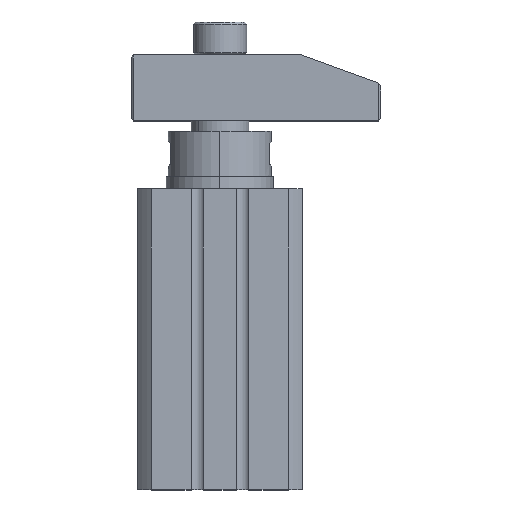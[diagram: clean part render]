
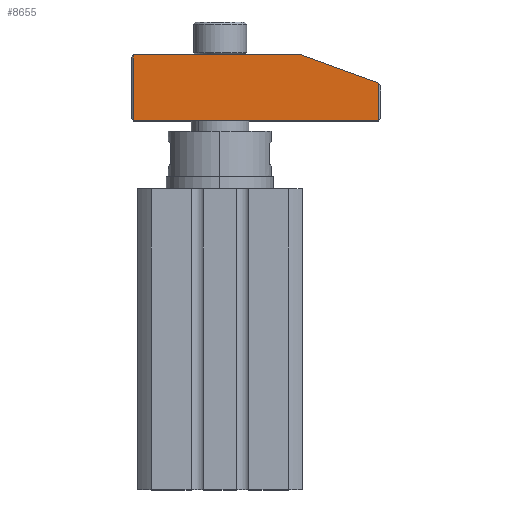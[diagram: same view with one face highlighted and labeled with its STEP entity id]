
A CAD part, top view. The second image highlights one B-rep face of the part: STEP entity #8655.
In plain terms, the highlighted face is planar.
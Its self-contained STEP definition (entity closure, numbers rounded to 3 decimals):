
#268 = CARTESIAN_POINT ( 'NONE',  ( 14.963, 98.902, 0. ) ) ;
#288 = CARTESIAN_POINT ( 'NONE',  ( 14.963, 27.672, 0. ) ) ;
#412 = VERTEX_POINT ( 'NONE', #9769 ) ;
#1355 = LINE ( 'NONE', #2647, #8068 ) ;
#1495 = ORIENTED_EDGE ( 'NONE', *, *, #10686, .F. ) ;
#2051 = AXIS2_PLACEMENT_3D ( 'NONE', #15593, #7579, #4715 ) ;
#2065 = ORIENTED_EDGE ( 'NONE', *, *, #2813, .F. ) ;
#2470 = VECTOR ( 'NONE', #10867, 1000. ) ;
#2647 = CARTESIAN_POINT ( 'NONE',  ( 74.463, 27.672, 0. ) ) ;
#2813 = EDGE_CURVE ( 'NONE', #5057, #17224, #9890, .T. ) ;
#3075 = FACE_OUTER_BOUND ( 'NONE', #13397, .T. ) ;
#3547 = VERTEX_POINT ( 'NONE', #268 ) ;
#4194 = VECTOR ( 'NONE', #7946, 1000. ) ;
#4715 = DIRECTION ( 'NONE',  ( 1., 0., 0. ) ) ;
#5057 = VERTEX_POINT ( 'NONE', #13395 ) ;
#5138 = LINE ( 'NONE', #13158, #14561 ) ;
#5539 = EDGE_CURVE ( 'NONE', #17224, #3547, #11312, .T. ) ;
#6106 = PLANE ( 'NONE',  #2051 ) ;
#7385 = EDGE_CURVE ( 'NONE', #3547, #8838, #14661, .T. ) ;
#7535 = DIRECTION ( 'NONE',  ( -0.94, -0.342, 0. ) ) ;
#7579 = DIRECTION ( 'NONE',  ( 0., 0., 1. ) ) ;
#7946 = DIRECTION ( 'NONE',  ( 0., -1., 0. ) ) ;
#8068 = VECTOR ( 'NONE', #11918, 1000. ) ;
#8655 = ADVANCED_FACE ( 'NONE', ( #3075 ), #6106, .F. ) ;
#8744 = ORIENTED_EDGE ( 'NONE', *, *, #11071, .F. ) ;
#8838 = VERTEX_POINT ( 'NONE', #14485 ) ;
#9769 = CARTESIAN_POINT ( 'NONE',  ( 74.463, 114.902, 0. ) ) ;
#9890 = LINE ( 'NONE', #11403, #10310 ) ;
#10310 = VECTOR ( 'NONE', #7535, 1000. ) ;
#10686 = EDGE_CURVE ( 'NONE', #8838, #412, #1355, .T. ) ;
#10867 = DIRECTION ( 'NONE',  ( 1., 0., 0. ) ) ;
#11071 = EDGE_CURVE ( 'NONE', #412, #5057, #5138, .T. ) ;
#11312 = LINE ( 'NONE', #288, #4194 ) ;
#11403 = CARTESIAN_POINT ( 'NONE',  ( 33.695, 114.902, 0. ) ) ;
#11918 = DIRECTION ( 'NONE',  ( 0., 1., 0. ) ) ;
#13134 = ORIENTED_EDGE ( 'NONE', *, *, #7385, .F. ) ;
#13158 = CARTESIAN_POINT ( 'NONE',  ( 44.713, 114.902, 0. ) ) ;
#13325 = CARTESIAN_POINT ( 'NONE',  ( 14.963, 108.084, 0. ) ) ;
#13395 = CARTESIAN_POINT ( 'NONE',  ( 33.695, 114.902, 0. ) ) ;
#13397 = EDGE_LOOP ( 'NONE', ( #8744, #1495, #13134, #15071, #2065 ) ) ;
#14485 = CARTESIAN_POINT ( 'NONE',  ( 74.463, 98.902, 0. ) ) ;
#14561 = VECTOR ( 'NONE', #17115, 1000. ) ;
#14661 = LINE ( 'NONE', #16389, #2470 ) ;
#15071 = ORIENTED_EDGE ( 'NONE', *, *, #5539, .F. ) ;
#15593 = CARTESIAN_POINT ( 'NONE',  ( 44.713, 27.672, 0. ) ) ;
#16389 = CARTESIAN_POINT ( 'NONE',  ( 44.713, 98.902, 0. ) ) ;
#17115 = DIRECTION ( 'NONE',  ( -1., 0., 0. ) ) ;
#17224 = VERTEX_POINT ( 'NONE', #13325 ) ;
